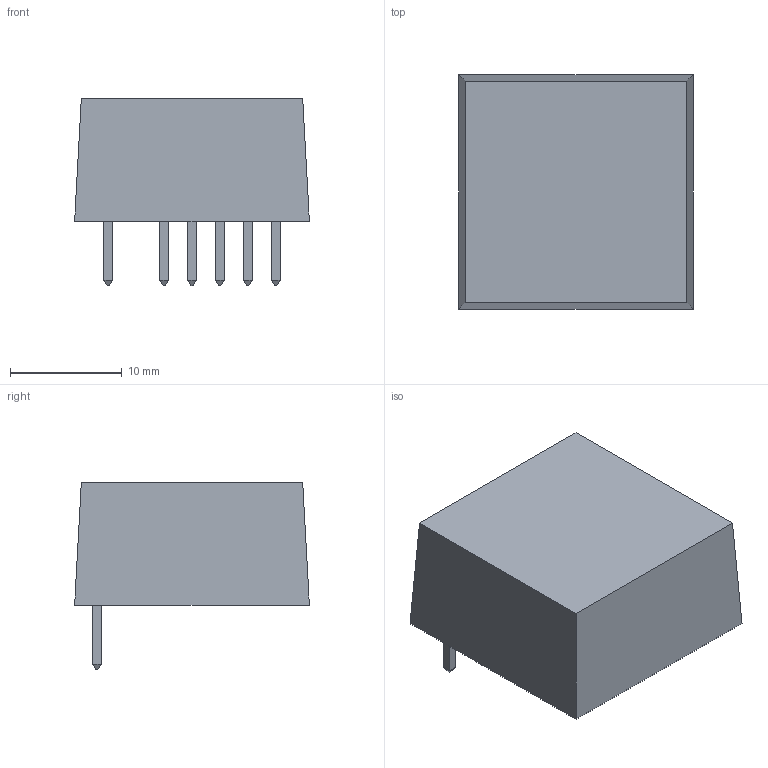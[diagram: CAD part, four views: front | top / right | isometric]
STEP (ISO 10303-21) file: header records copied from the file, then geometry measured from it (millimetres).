
FILE_DESCRIPTION(('FreeCAD Model'),'2;1');
FILE_NAME('buckpuck.step', '2017-02-23T12:32:48',('kicad StepUp'),('ksu MCAD'), 'Open CASCADE STEP processor 6.8','FreeCAD','Unknown');
FILE_SCHEMA(('AUTOMOTIVE_DESIGN_CC2 { 1 2 10303 214 -1 1 5 4 }'));
Length unit declared in the file: millimetre
Products named in the file (1): buckpuck
Bounding box: 21 x 21 x 16.8 mm (x, y, z)
Volume: 4598.2 mm3; surface area: 1831.9 mm2
Topology: 1 solids, 1 shells, 60 faces, 132 edges, 80 vertices
Faces by surface type: plane 60
Entity records: 2017 total; most frequent: CARTESIAN_POINT 273, ORIENTED_EDGE 264, DIRECTION 254, EDGE_CURVE 132, LINE 132, VECTOR 132, VERTEX_POINT 80, FACE_BOUND 66
